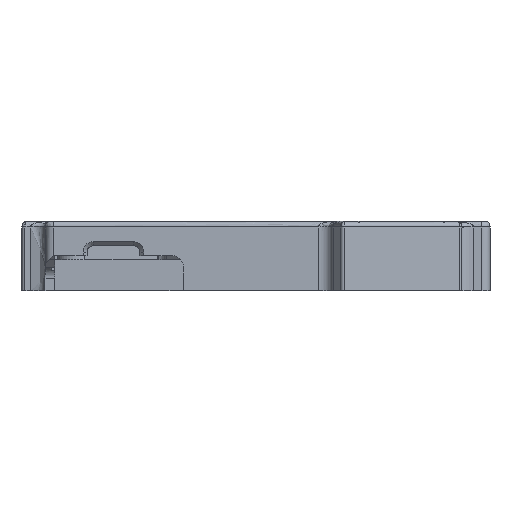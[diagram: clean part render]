
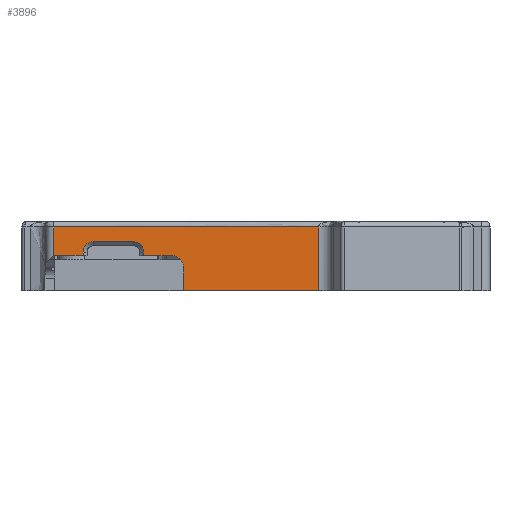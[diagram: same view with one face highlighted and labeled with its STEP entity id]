
A CAD part, left-side view. The second image highlights one B-rep face of the part: STEP entity #3896.
In plain terms, the highlighted planar face has unit normal (-1, 0, 0).
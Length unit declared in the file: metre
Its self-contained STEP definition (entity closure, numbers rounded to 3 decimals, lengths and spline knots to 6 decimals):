
#45=ELLIPSE('',#4154,0.00184,0.001823);
#76=B_SPLINE_CURVE_WITH_KNOTS('',3,(#5934,#5935,#5936,#5937),
 .UNSPECIFIED.,.F.,.F.,(4,4),(0.,1.),.UNSPECIFIED.);
#77=B_SPLINE_CURVE_WITH_KNOTS('',3,(#5939,#5940,#5941,#5942),
 .UNSPECIFIED.,.F.,.F.,(4,4),(0.044417,1.),.UNSPECIFIED.);
#78=B_SPLINE_CURVE_WITH_KNOTS('',3,(#5951,#5952,#5953,#5954,#5955),
 .UNSPECIFIED.,.F.,.F.,(4,1,4),(0.,0.001421,
0.002843),.UNSPECIFIED.);
#301=LINE('',#5647,#729);
#339=LINE('',#5744,#767);
#380=LINE('',#5931,#808);
#381=LINE('',#5944,#809);
#382=LINE('',#5945,#810);
#383=LINE('',#5949,#811);
#384=LINE('',#5957,#812);
#385=LINE('',#5960,#813);
#729=VECTOR('',#4610,1.);
#767=VECTOR('',#4688,1.);
#808=VECTOR('',#4759,1.);
#809=VECTOR('',#4760,1.);
#810=VECTOR('',#4761,1.);
#811=VECTOR('',#4764,1.);
#812=VECTOR('',#4765,1.);
#813=VECTOR('',#4768,1.);
#1059=PLANE('',#4153);
#1545=ORIENTED_EDGE('',*,*,#2597,.T.);
#1546=ORIENTED_EDGE('',*,*,#2598,.T.);
#1547=ORIENTED_EDGE('',*,*,#2599,.T.);
#1548=ORIENTED_EDGE('',*,*,#2600,.F.);
#1549=ORIENTED_EDGE('',*,*,#2535,.F.);
#1550=ORIENTED_EDGE('',*,*,#2601,.T.);
#1551=ORIENTED_EDGE('',*,*,#2602,.F.);
#1552=ORIENTED_EDGE('',*,*,#2603,.T.);
#1553=ORIENTED_EDGE('',*,*,#2604,.F.);
#1554=ORIENTED_EDGE('',*,*,#2605,.T.);
#1555=ORIENTED_EDGE('',*,*,#2488,.F.);
#1556=ORIENTED_EDGE('',*,*,#2606,.F.);
#1557=ORIENTED_EDGE('',*,*,#2607,.F.);
#2488=EDGE_CURVE('',#3032,#3029,#301,.T.);
#2535=EDGE_CURVE('',#3067,#3068,#339,.T.);
#2597=EDGE_CURVE('',#3118,#3119,#380,.T.);
#2598=EDGE_CURVE('',#3119,#3120,#76,.T.);
#2599=EDGE_CURVE('',#3120,#3121,#77,.T.);
#2600=EDGE_CURVE('',#3068,#3121,#381,.T.);
#2601=EDGE_CURVE('',#3067,#3122,#382,.T.);
#2602=EDGE_CURVE('',#3123,#3122,#45,.T.);
#2603=EDGE_CURVE('',#3123,#3124,#383,.T.);
#2604=EDGE_CURVE('',#3125,#3124,#78,.T.);
#2605=EDGE_CURVE('',#3125,#3029,#384,.T.);
#2606=EDGE_CURVE('',#3126,#3032,#3289,.T.);
#2607=EDGE_CURVE('',#3118,#3126,#385,.T.);
#3029=VERTEX_POINT('',#5640);
#3032=VERTEX_POINT('',#5646);
#3067=VERTEX_POINT('',#5743);
#3068=VERTEX_POINT('',#5745);
#3118=VERTEX_POINT('',#5932);
#3119=VERTEX_POINT('',#5933);
#3120=VERTEX_POINT('',#5938);
#3121=VERTEX_POINT('',#5943);
#3122=VERTEX_POINT('',#5946);
#3123=VERTEX_POINT('',#5948);
#3124=VERTEX_POINT('',#5950);
#3125=VERTEX_POINT('',#5956);
#3126=VERTEX_POINT('',#5959);
#3289=CIRCLE('',#4155,0.002);
#3401=EDGE_LOOP('',(#1545,#1546,#1547,#1548,#1549,#1550,#1551,#1552,#1553,
#1554,#1555,#1556,#1557));
#3630=FACE_BOUND('',#3401,.T.);
#3896=ADVANCED_FACE('',(#3630),#1059,.T.);
#4153=AXIS2_PLACEMENT_3D('',#5930,#4757,#4758);
#4154=AXIS2_PLACEMENT_3D('',#5947,#4762,#4763);
#4155=AXIS2_PLACEMENT_3D('',#5958,#4766,#4767);
#4610=DIRECTION('',(0.,1.,0.));
#4688=DIRECTION('',(0.,1.,0.));
#4757=DIRECTION('',(-1.,0.,0.));
#4758=DIRECTION('',(0.,-1.,0.));
#4759=DIRECTION('',(0.,-1.,0.));
#4760=DIRECTION('',(0.,0.,1.));
#4761=DIRECTION('',(0.,0.,1.));
#4762=DIRECTION('',(-1.,0.,0.));
#4763=DIRECTION('',(0.,0.707,0.707));
#4764=DIRECTION('',(0.,-1.,0.));
#4765=DIRECTION('',(0.,0.,-1.));
#4766=DIRECTION('',(-1.,0.,0.));
#4767=DIRECTION('',(0.,-1.,0.));
#4768=DIRECTION('',(0.,0.,1.));
#5640=CARTESIAN_POINT('',(0.028438,-0.065,0.004395));
#5646=CARTESIAN_POINT('',(0.028438,-0.0701,0.004395));
#5647=CARTESIAN_POINT('',(0.028438,-0.084795,0.004395));
#5743=CARTESIAN_POINT('',(0.028438,-0.0542,0.004395));
#5744=CARTESIAN_POINT('',(0.028438,-0.084795,0.004395));
#5745=CARTESIAN_POINT('',(0.028438,-0.048955,0.004395));
#5930=CARTESIAN_POINT('',(0.028438,-0.120435,0.));
#5931=CARTESIAN_POINT('',(0.028438,-0.109781,-0.00185));
#5932=CARTESIAN_POINT('',(0.028438,-0.0721,-0.00185));
#5933=CARTESIAN_POINT('',(0.028438,-0.096238,-0.00185));
#5934=CARTESIAN_POINT('',(0.028438,-0.096238,-0.00185));
#5935=CARTESIAN_POINT('',(0.028438,-0.096238,0.001933));
#5936=CARTESIAN_POINT('',(0.028438,-0.096238,0.005717));
#5937=CARTESIAN_POINT('',(0.028438,-0.096238,0.0095));
#5938=CARTESIAN_POINT('',(0.028438,-0.096238,0.0095));
#5939=CARTESIAN_POINT('',(0.028438,-0.096238,0.0095));
#5940=CARTESIAN_POINT('',(0.028438,-0.080477,0.0095));
#5941=CARTESIAN_POINT('',(0.028438,-0.064716,0.0095));
#5942=CARTESIAN_POINT('',(0.028438,-0.048955,0.0095));
#5943=CARTESIAN_POINT('',(0.028438,-0.048955,0.0095));
#5944=CARTESIAN_POINT('',(0.028438,-0.048955,0.));
#5945=CARTESIAN_POINT('',(0.028438,-0.0542,0.000953));
#5946=CARTESIAN_POINT('',(0.028438,-0.0542,0.005065));
#5947=CARTESIAN_POINT('',(0.028438,-0.056032,0.005048));
#5948=CARTESIAN_POINT('',(0.028438,-0.056015,0.00688));
#5949=CARTESIAN_POINT('',(0.028438,-0.086156,0.00688));
#5950=CARTESIAN_POINT('',(0.028438,-0.063185,0.00688));
#5951=CARTESIAN_POINT('',(0.028438,-0.065,0.005065));
#5952=CARTESIAN_POINT('',(0.028438,-0.065,0.005544));
#5953=CARTESIAN_POINT('',(0.028438,-0.064607,0.006484));
#5954=CARTESIAN_POINT('',(0.028438,-0.063664,0.00688));
#5955=CARTESIAN_POINT('',(0.028438,-0.063185,0.00688));
#5956=CARTESIAN_POINT('',(0.028438,-0.065,0.005065));
#5957=CARTESIAN_POINT('',(0.028438,-0.065,0.001245));
#5958=CARTESIAN_POINT('',(0.028438,-0.0701,0.002395));
#5959=CARTESIAN_POINT('',(0.028438,-0.0721,0.002395));
#5960=CARTESIAN_POINT('',(0.028438,-0.0721,0.001198));
